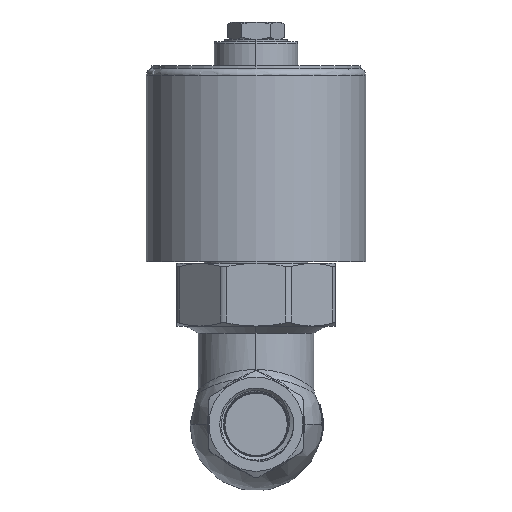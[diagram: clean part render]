
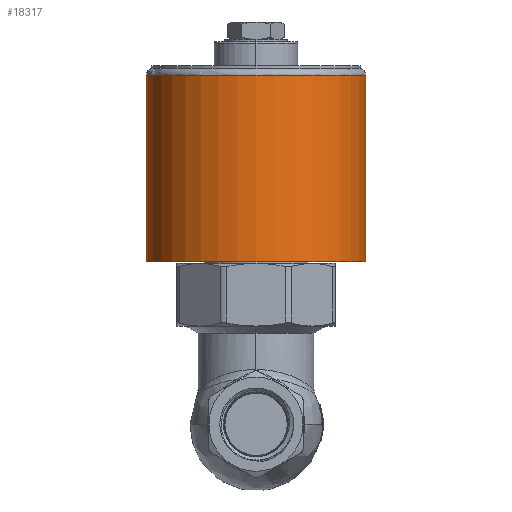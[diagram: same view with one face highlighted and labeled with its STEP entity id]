
A CAD part, top view. The second image highlights one B-rep face of the part: STEP entity #18317.
In plain terms, the highlighted cylindrical face has radius 31.5 mm (diameter 63 mm), a partial arc.
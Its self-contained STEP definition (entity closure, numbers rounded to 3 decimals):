
#2580 = CARTESIAN_POINT ( 'NONE',  ( 7.405, 25.75, 90.877 ) ) ;
#3982 = CIRCLE ( 'NONE', #42746, 31.5 ) ;
#4824 = VECTOR ( 'NONE', #48200, 1000. ) ;
#7948 = CYLINDRICAL_SURFACE ( 'NONE', #28937, 31.5 ) ;
#12681 = DIRECTION ( 'NONE',  ( 1., 0., 0. ) ) ;
#15004 = CARTESIAN_POINT ( 'NONE',  ( 7.405, 79.25, 90.877 ) ) ;
#15247 = ORIENTED_EDGE ( 'NONE', *, *, #53979, .T. ) ;
#16825 = LINE ( 'NONE', #21787, #84206 ) ;
#18317 = ADVANCED_FACE ( 'NONE', ( #31433 ), #7948, .T. ) ;
#18421 = EDGE_LOOP ( 'NONE', ( #30882, #15247, #29709, #35396 ) ) ;
#19458 = CARTESIAN_POINT ( 'NONE',  ( 38.905, 25.75, 90.877 ) ) ;
#20851 = CARTESIAN_POINT ( 'NONE',  ( 7.405, 25.75, 90.877 ) ) ;
#21787 = CARTESIAN_POINT ( 'NONE',  ( 70.405, 25.75, 90.877 ) ) ;
#23644 = AXIS2_PLACEMENT_3D ( 'NONE', #28668, #74285, #35198 ) ;
#25540 = DIRECTION ( 'NONE',  ( 0., 1., 0. ) ) ;
#26009 = DIRECTION ( 'NONE',  ( 1., 0., 0. ) ) ;
#28608 = DIRECTION ( 'NONE',  ( 0., 1., 0. ) ) ;
#28668 = CARTESIAN_POINT ( 'NONE',  ( 38.905, 79.25, 90.877 ) ) ;
#28937 = AXIS2_PLACEMENT_3D ( 'NONE', #83690, #25540, #12681 ) ;
#29709 = ORIENTED_EDGE ( 'NONE', *, *, #55458, .T. ) ;
#30882 = ORIENTED_EDGE ( 'NONE', *, *, #62273, .F. ) ;
#31433 = FACE_OUTER_BOUND ( 'NONE', #18421, .T. ) ;
#31856 = VERTEX_POINT ( 'NONE', #15004 ) ;
#35198 = DIRECTION ( 'NONE',  ( 1., 0., 0. ) ) ;
#35396 = ORIENTED_EDGE ( 'NONE', *, *, #70115, .T. ) ;
#35685 = VERTEX_POINT ( 'NONE', #20851 ) ;
#39549 = LINE ( 'NONE', #2580, #4824 ) ;
#42746 = AXIS2_PLACEMENT_3D ( 'NONE', #19458, #65073, #26009 ) ;
#42831 = CARTESIAN_POINT ( 'NONE',  ( 70.405, 25.75, 90.877 ) ) ;
#48200 = DIRECTION ( 'NONE',  ( 0., 1., 0. ) ) ;
#52021 = VERTEX_POINT ( 'NONE', #58617 ) ;
#53979 = EDGE_CURVE ( 'NONE', #35685, #83475, #3982, .T. ) ;
#55458 = EDGE_CURVE ( 'NONE', #83475, #52021, #16825, .T. ) ;
#58617 = CARTESIAN_POINT ( 'NONE',  ( 70.405, 79.25, 90.877 ) ) ;
#62273 = EDGE_CURVE ( 'NONE', #35685, #31856, #39549, .T. ) ;
#65073 = DIRECTION ( 'NONE',  ( 0., 1., 0. ) ) ;
#70115 = EDGE_CURVE ( 'NONE', #52021, #31856, #80368, .T. ) ;
#74285 = DIRECTION ( 'NONE',  ( 0., -1., 0. ) ) ;
#80368 = CIRCLE ( 'NONE', #23644, 31.5 ) ;
#83475 = VERTEX_POINT ( 'NONE', #42831 ) ;
#83690 = CARTESIAN_POINT ( 'NONE',  ( 38.905, 25.75, 90.877 ) ) ;
#84206 = VECTOR ( 'NONE', #28608, 1000. ) ;
